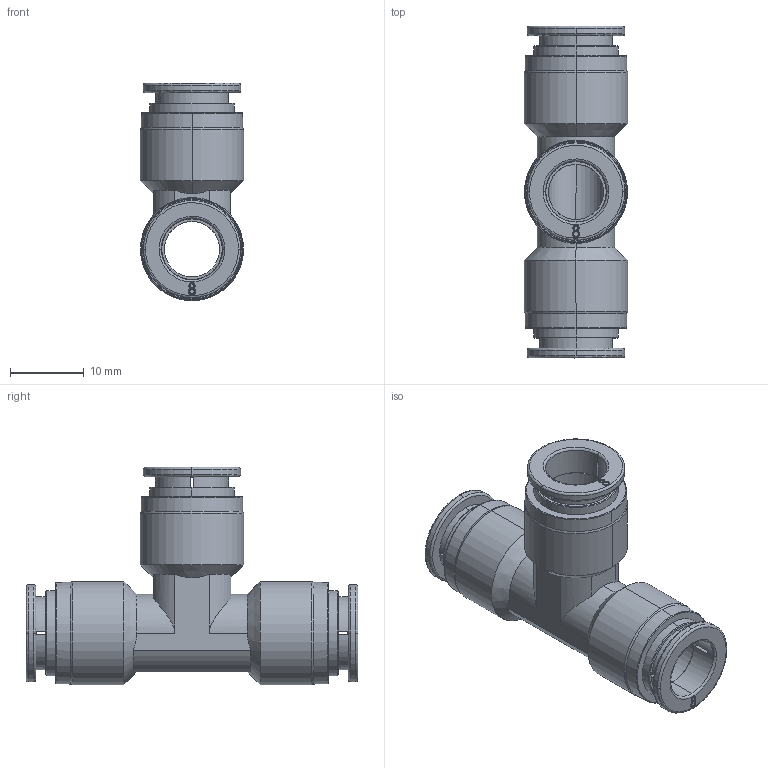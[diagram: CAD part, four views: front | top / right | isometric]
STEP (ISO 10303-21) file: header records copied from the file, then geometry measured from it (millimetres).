
FILE_DESCRIPTION (( 'STEP AP214' ), '1' );
FILE_NAME ('UT8M-SS.step', '2018-03-13T19:32:25', ( '' ), ( '' ), 'SwSTEP 2.0', 'SolidWorks 2017', '' );
FILE_SCHEMA (( 'AUTOMOTIVE_DESIGN' ));
Length unit declared in the file: inch
Products named in the file (1): UT8M-SS
Bounding box: 14 x 45 x 29.5 mm (x, y, z)
Volume: 4482.2 mm3; surface area: 4925 mm2
Topology: 1 solids, 1 shells, 201 faces, 503 edges, 321 vertices
Faces by surface type: bspline 66, cylinder 55, plane 50, cone 30
Entity records: 7321 total; most frequent: CARTESIAN_POINT 2855, ORIENTED_EDGE 1006, DIRECTION 798, EDGE_CURVE 503, AXIS2_PLACEMENT_3D 325, VERTEX_POINT 321, EDGE_LOOP 234, ADVANCED_FACE 201
